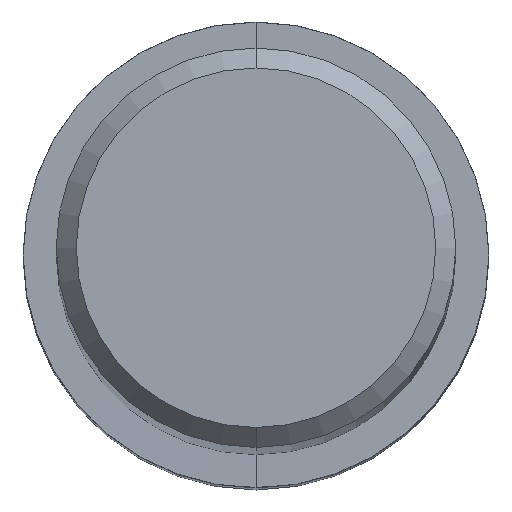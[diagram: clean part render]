
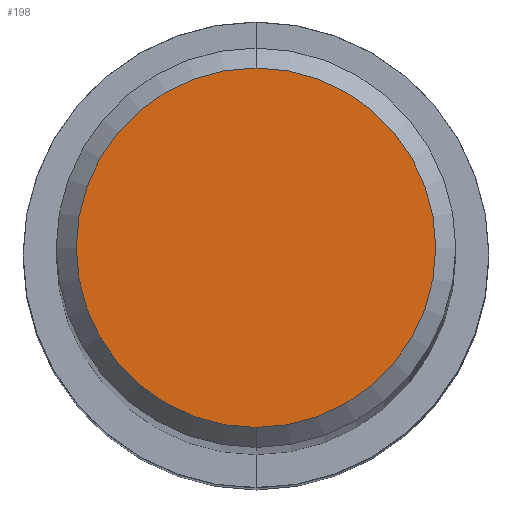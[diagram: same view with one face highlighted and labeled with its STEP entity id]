
A CAD part, top view. The second image highlights one B-rep face of the part: STEP entity #198.
In plain terms, the highlighted planar face has unit normal (0, 0, 1).
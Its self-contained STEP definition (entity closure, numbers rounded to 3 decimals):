
#176=EDGE_CURVE('',#346,#408,#462,.T.);
#198=ADVANCED_FACE('',(#486),#487,.T.);
#284=EDGE_CURVE('',#408,#346,#582,.T.);
#346=VERTEX_POINT('',#651);
#408=VERTEX_POINT('',#718);
#462=CIRCLE('',#770,5.4);
#486=FACE_OUTER_BOUND('',#823,.T.);
#487=PLANE('',#824);
#582=CIRCLE('',#1071,5.4);
#651=CARTESIAN_POINT('',(0.,-5.4,0.0));
#718=CARTESIAN_POINT('',(0.0,5.4,0.0));
#770=AXIS2_PLACEMENT_3D('',#1429,#1430,#1431);
#823=EDGE_LOOP('',(#1446,#1447));
#824=AXIS2_PLACEMENT_3D('',#1448,#1449,#1450);
#1071=AXIS2_PLACEMENT_3D('',#1553,#1554,#1555);
#1429=CARTESIAN_POINT('',(0.0,0.0,0.0));
#1430=DIRECTION('',(0.0,0.0,-1.0));
#1431=DIRECTION('',(0.0,1.0,0.0));
#1446=ORIENTED_EDGE('',*,*,#284,.F.);
#1447=ORIENTED_EDGE('',*,*,#176,.F.);
#1448=CARTESIAN_POINT('',(0.0,2.7,0.0));
#1449=DIRECTION('',(-0.0,0.0,1.0));
#1450=DIRECTION('',(0.0,-1.0,0.0));
#1553=CARTESIAN_POINT('',(0.0,0.0,0.0));
#1554=DIRECTION('',(0.0,0.0,-1.0));
#1555=DIRECTION('',(0.0,1.0,0.0));
